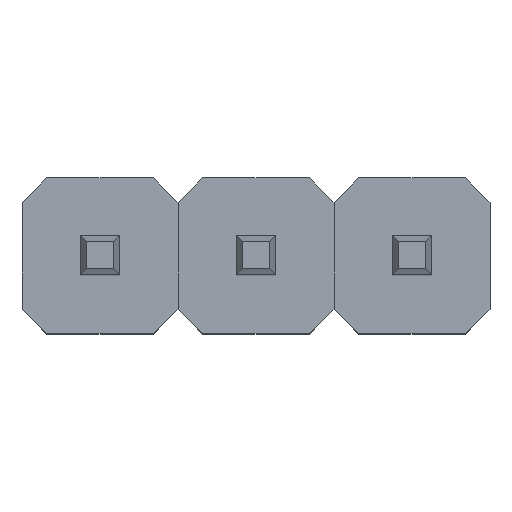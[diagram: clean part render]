
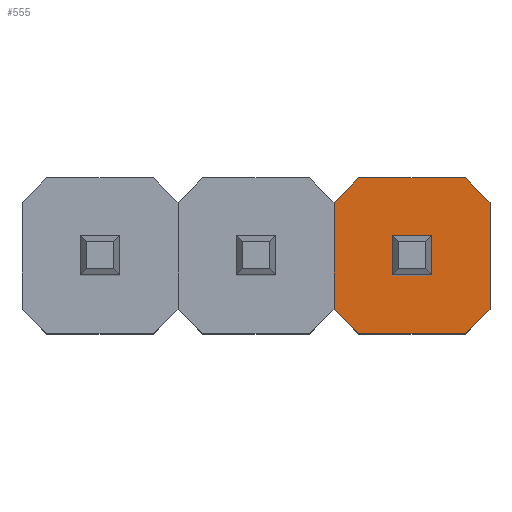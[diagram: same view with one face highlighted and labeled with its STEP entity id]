
A CAD part, top view. The second image highlights one B-rep face of the part: STEP entity #555.
In plain terms, the highlighted planar face has unit normal (0, 0, 1).
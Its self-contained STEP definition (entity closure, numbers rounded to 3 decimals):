
#78=ORIENTED_EDGE('',*,*,#203,.F.);
#79=ORIENTED_EDGE('',*,*,#207,.F.);
#80=ORIENTED_EDGE('',*,*,#210,.F.);
#81=ORIENTED_EDGE('',*,*,#212,.F.);
#82=ORIENTED_EDGE('',*,*,#215,.T.);
#83=ORIENTED_EDGE('',*,*,#217,.T.);
#84=ORIENTED_EDGE('',*,*,#193,.T.);
#85=ORIENTED_EDGE('',*,*,#218,.T.);
#86=ORIENTED_EDGE('',*,*,#195,.T.);
#87=ORIENTED_EDGE('',*,*,#219,.T.);
#88=ORIENTED_EDGE('',*,*,#200,.T.);
#89=ORIENTED_EDGE('',*,*,#220,.T.);
#193=EDGE_CURVE('',#262,#265,#309,.T.);
#195=EDGE_CURVE('',#267,#266,#311,.T.);
#200=EDGE_CURVE('',#268,#271,#316,.T.);
#203=EDGE_CURVE('',#274,#275,#319,.T.);
#207=EDGE_CURVE('',#277,#274,#323,.T.);
#210=EDGE_CURVE('',#279,#277,#326,.T.);
#212=EDGE_CURVE('',#275,#279,#328,.T.);
#215=EDGE_CURVE('',#283,#282,#331,.T.);
#217=EDGE_CURVE('',#282,#262,#333,.F.);
#218=EDGE_CURVE('',#265,#267,#334,.F.);
#219=EDGE_CURVE('',#266,#268,#335,.F.);
#220=EDGE_CURVE('',#271,#283,#336,.F.);
#262=VERTEX_POINT('',#804);
#265=VERTEX_POINT('',#809);
#266=VERTEX_POINT('',#813);
#267=VERTEX_POINT('',#815);
#268=VERTEX_POINT('',#819);
#271=VERTEX_POINT('',#824);
#274=VERTEX_POINT('',#831);
#275=VERTEX_POINT('',#833);
#277=VERTEX_POINT('',#839);
#279=VERTEX_POINT('',#845);
#282=VERTEX_POINT('',#855);
#283=VERTEX_POINT('',#857);
#309=LINE('',#810,#381);
#311=LINE('',#814,#383);
#316=LINE('',#825,#388);
#319=LINE('',#832,#391);
#323=LINE('',#840,#395);
#326=LINE('',#846,#398);
#328=LINE('',#849,#400);
#331=LINE('',#856,#403);
#333=LINE('',#860,#405);
#334=LINE('',#861,#406);
#335=LINE('',#862,#407);
#336=LINE('',#863,#408);
#381=VECTOR('',#657,1000.);
#383=VECTOR('',#661,1000.);
#388=VECTOR('',#668,1000.);
#391=VECTOR('',#673,1000.);
#395=VECTOR('',#679,1000.);
#398=VECTOR('',#684,1000.);
#400=VECTOR('',#688,1000.);
#403=VECTOR('',#693,1000.);
#405=VECTOR('',#697,1000.);
#406=VECTOR('',#698,1000.);
#407=VECTOR('',#699,1000.);
#408=VECTOR('',#700,1000.);
#455=EDGE_LOOP('',(#78,#79,#80,#81));
#456=EDGE_LOOP('',(#82,#83,#84,#85,#86,#87,#88,#89));
#489=FACE_BOUND('',#455,.T.);
#490=FACE_BOUND('',#456,.T.);
#523=PLANE('',#616);
#555=ADVANCED_FACE('',(#489,#490),#523,.T.);
#616=AXIS2_PLACEMENT_3D('',#859,#695,#696);
#657=DIRECTION('',(0.,-1.,0.));
#661=DIRECTION('',(1.,0.,0.));
#668=DIRECTION('',(0.,1.,0.));
#673=DIRECTION('',(0.,-1.,0.));
#679=DIRECTION('',(-1.,0.,0.));
#684=DIRECTION('',(0.,1.,0.));
#688=DIRECTION('',(1.,0.,0.));
#693=DIRECTION('',(-1.,0.,0.));
#695=DIRECTION('',(0.,0.,1.));
#696=DIRECTION('',(1.,0.,0.));
#697=DIRECTION('',(0.707,0.707,0.));
#698=DIRECTION('',(-0.707,0.707,0.));
#699=DIRECTION('',(-0.707,-0.707,0.));
#700=DIRECTION('',(0.707,-0.707,0.));
#804=CARTESIAN_POINT('',(-1.27,0.87,2.54));
#809=CARTESIAN_POINT('',(-1.27,-0.87,2.54));
#810=CARTESIAN_POINT('',(-1.27,1.27,2.54));
#813=CARTESIAN_POINT('',(0.87,-1.27,2.54));
#814=CARTESIAN_POINT('',(-1.27,-1.27,2.54));
#815=CARTESIAN_POINT('',(-0.87,-1.27,2.54));
#819=CARTESIAN_POINT('',(1.27,-0.87,2.54));
#824=CARTESIAN_POINT('',(1.27,0.87,2.54));
#825=CARTESIAN_POINT('',(1.27,-1.27,2.54));
#831=CARTESIAN_POINT('',(-0.32,0.32,2.54));
#832=CARTESIAN_POINT('',(-0.32,0.32,2.54));
#833=CARTESIAN_POINT('',(-0.32,-0.32,2.54));
#839=CARTESIAN_POINT('',(0.32,0.32,2.54));
#840=CARTESIAN_POINT('',(0.32,0.32,2.54));
#845=CARTESIAN_POINT('',(0.32,-0.32,2.54));
#846=CARTESIAN_POINT('',(0.32,-0.32,2.54));
#849=CARTESIAN_POINT('',(-0.32,-0.32,2.54));
#855=CARTESIAN_POINT('',(-0.87,1.27,2.54));
#856=CARTESIAN_POINT('',(1.27,1.27,2.54));
#857=CARTESIAN_POINT('',(0.87,1.27,2.54));
#859=CARTESIAN_POINT('',(0.,0.,2.54));
#860=CARTESIAN_POINT('',(-1.07,1.07,2.54));
#861=CARTESIAN_POINT('',(-1.07,-1.07,2.54));
#862=CARTESIAN_POINT('',(1.07,-1.07,2.54));
#863=CARTESIAN_POINT('',(1.07,1.07,2.54));
